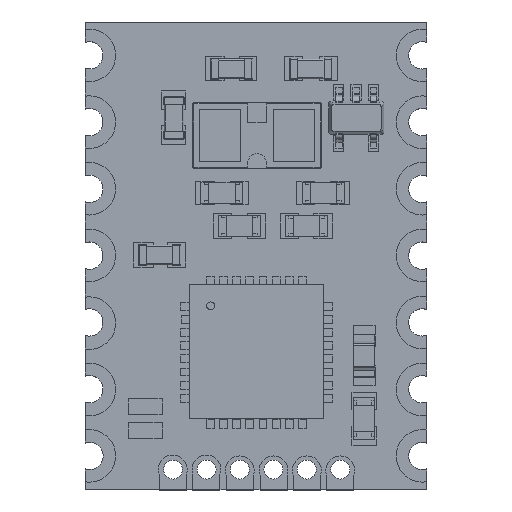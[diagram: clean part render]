
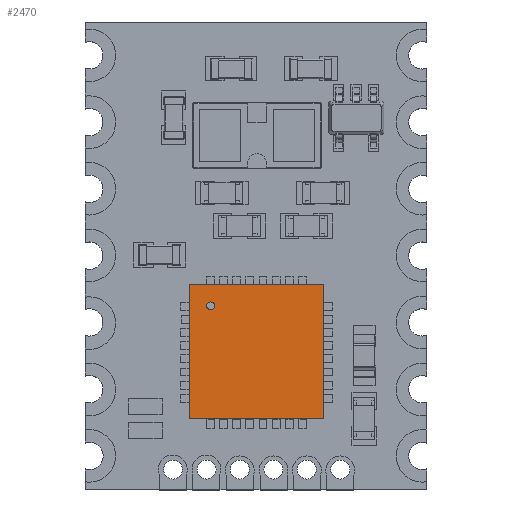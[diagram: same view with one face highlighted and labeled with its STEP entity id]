
A CAD part, top view. The second image highlights one B-rep face of the part: STEP entity #2470.
In plain terms, the highlighted planar face has unit normal (0, 0, 1).
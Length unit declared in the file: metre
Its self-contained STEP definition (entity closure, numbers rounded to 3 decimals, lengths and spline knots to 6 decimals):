
#701 = DIRECTION ( 'NONE',  ( 1., 0., 0. ) ) ;
#780 = VECTOR ( 'NONE', #21638, 1. ) ;
#2470 = ADVANCED_FACE ( 'NONE', ( #28996, #10467 ), #3818, .T. ) ;
#3818 = PLANE ( 'NONE',  #19678 ) ;
#3866 = VECTOR ( 'NONE', #28256, 1. ) ;
#4383 = VERTEX_POINT ( 'NONE', #37315 ) ;
#4482 = EDGE_CURVE ( 'NONE', #41561, #4383, #38962, .T. ) ;
#5197 = CARTESIAN_POINT ( 'NONE',  ( 0., 0.00255, 0.00101 ) ) ;
#6042 = CARTESIAN_POINT ( 'NONE',  ( 0.00255, 0.00255, 0.00101 ) ) ;
#7529 = DIRECTION ( 'NONE',  ( 0., 0., -1. ) ) ;
#7710 = ORIENTED_EDGE ( 'NONE', *, *, #16493, .T. ) ;
#8701 = CARTESIAN_POINT ( 'NONE',  ( -0.00175, 0.00175, 0.00101 ) ) ;
#9688 = CIRCLE ( 'NONE', #22098, 0.00015 ) ;
#9954 = CARTESIAN_POINT ( 'NONE',  ( 0., -0.00255, 0.00101 ) ) ;
#10427 = VERTEX_POINT ( 'NONE', #19414 ) ;
#10467 = FACE_OUTER_BOUND ( 'NONE', #24050, .T. ) ;
#12004 = DIRECTION ( 'NONE',  ( 1., 0., 0. ) ) ;
#12175 = VERTEX_POINT ( 'NONE', #30017 ) ;
#16493 = EDGE_CURVE ( 'NONE', #4383, #40063, #16902, .T. ) ;
#16510 = DIRECTION ( 'NONE',  ( 1., 0., 0. ) ) ;
#16902 = LINE ( 'NONE', #35122, #42190 ) ;
#17973 = CARTESIAN_POINT ( 'NONE',  ( -0.0019, 0.00175, 0.00101 ) ) ;
#18300 = LINE ( 'NONE', #18336, #780 ) ;
#18336 = CARTESIAN_POINT ( 'NONE',  ( 0.00255, 0., 0.00101 ) ) ;
#18470 = ORIENTED_EDGE ( 'NONE', *, *, #37291, .T. ) ;
#19414 = CARTESIAN_POINT ( 'NONE',  ( 0.00255, -0.00255, 0.00101 ) ) ;
#19678 = AXIS2_PLACEMENT_3D ( 'NONE', #40163, #20425, #701 ) ;
#20425 = DIRECTION ( 'NONE',  ( 0., 0., 1. ) ) ;
#20656 = VECTOR ( 'NONE', #16510, 1. ) ;
#21009 = CIRCLE ( 'NONE', #24131, 0.00015 ) ;
#21638 = DIRECTION ( 'NONE',  ( 0., 1., 0. ) ) ;
#22098 = AXIS2_PLACEMENT_3D ( 'NONE', #8701, #31770, #12004 ) ;
#22164 = ORIENTED_EDGE ( 'NONE', *, *, #24566, .T. ) ;
#24030 = EDGE_CURVE ( 'NONE', #41360, #12175, #9688, .T. ) ;
#24050 = EDGE_LOOP ( 'NONE', ( #7710, #36886, #22164, #36854 ) ) ;
#24131 = AXIS2_PLACEMENT_3D ( 'NONE', #27349, #7529, #30558 ) ;
#24566 = EDGE_CURVE ( 'NONE', #10427, #41561, #18300, .T. ) ;
#26929 = CARTESIAN_POINT ( 'NONE',  ( -0.00255, -0.00255, 0.00101 ) ) ;
#27349 = CARTESIAN_POINT ( 'NONE',  ( -0.00175, 0.00175, 0.00101 ) ) ;
#27832 = EDGE_LOOP ( 'NONE', ( #18470, #32301 ) ) ;
#28256 = DIRECTION ( 'NONE',  ( -1., 0., 0. ) ) ;
#28996 = FACE_BOUND ( 'NONE', #27832, .T. ) ;
#30017 = CARTESIAN_POINT ( 'NONE',  ( -0.0016, 0.00175, 0.00101 ) ) ;
#30558 = DIRECTION ( 'NONE',  ( 1., 0., 0. ) ) ;
#31770 = DIRECTION ( 'NONE',  ( 0., 0., -1. ) ) ;
#32301 = ORIENTED_EDGE ( 'NONE', *, *, #24030, .T. ) ;
#33556 = EDGE_CURVE ( 'NONE', #40063, #10427, #41273, .T. ) ;
#35122 = CARTESIAN_POINT ( 'NONE',  ( -0.00255, 0., 0.00101 ) ) ;
#36854 = ORIENTED_EDGE ( 'NONE', *, *, #4482, .T. ) ;
#36886 = ORIENTED_EDGE ( 'NONE', *, *, #33556, .T. ) ;
#37291 = EDGE_CURVE ( 'NONE', #12175, #41360, #21009, .T. ) ;
#37315 = CARTESIAN_POINT ( 'NONE',  ( -0.00255, 0.00255, 0.00101 ) ) ;
#38371 = DIRECTION ( 'NONE',  ( 0., -1., 0. ) ) ;
#38962 = LINE ( 'NONE', #5197, #3866 ) ;
#40063 = VERTEX_POINT ( 'NONE', #26929 ) ;
#40163 = CARTESIAN_POINT ( 'NONE',  ( 0., 0., 0.00101 ) ) ;
#41273 = LINE ( 'NONE', #9954, #20656 ) ;
#41360 = VERTEX_POINT ( 'NONE', #17973 ) ;
#41561 = VERTEX_POINT ( 'NONE', #6042 ) ;
#42190 = VECTOR ( 'NONE', #38371, 1. ) ;
